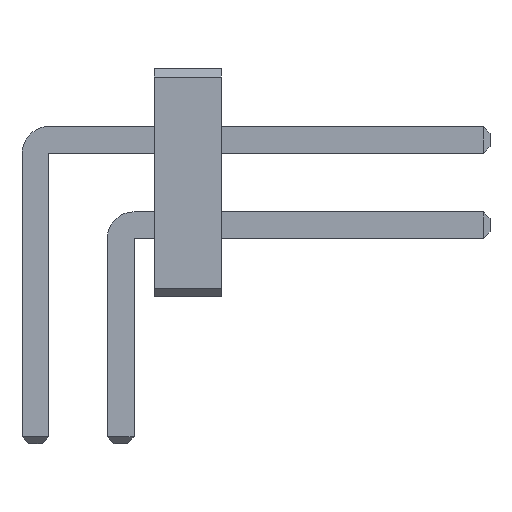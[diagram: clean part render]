
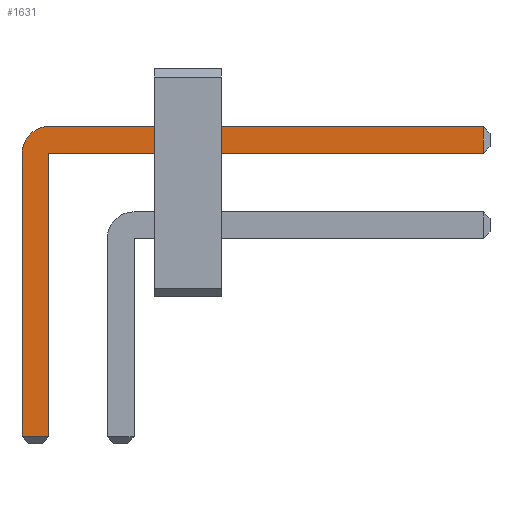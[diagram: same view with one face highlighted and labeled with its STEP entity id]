
A CAD part, front view. The second image highlights one B-rep face of the part: STEP entity #1631.
In plain terms, the highlighted planar face has unit normal (0, -1, 0).
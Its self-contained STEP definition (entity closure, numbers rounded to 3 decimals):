
#13=DIRECTION('',(0.,0.,1.));
#670=VECTOR('',#13,1.);
#1320=VECTOR('',#1321,1.);
#1321=DIRECTION('',(0.,0.,-1.));
#1435=VECTOR('',#1436,1.);
#1436=DIRECTION('',(1.,0.,0.));
#1448=VECTOR('',#1449,1.);
#1449=DIRECTION('',(-1.,0.,0.));
#1470=DIRECTION('',(-0.,1.,0.));
#1474=DIRECTION('',(0.,1.,0.));
#1475=DIRECTION('',(0.,0.,1.));
#1482=VERTEX_POINT('',#1483);
#1483=CARTESIAN_POINT('',(0.2,-12.9,2.535));
#1485=ORIENTED_EDGE('',*,*,#1486,.T.);
#1486=EDGE_CURVE('',#1482,#1487,#1489,.T.);
#1487=VERTEX_POINT('',#1488);
#1488=CARTESIAN_POINT('',(6.67,-12.9,2.535));
#1489=LINE('',#1490,#1435);
#1490=CARTESIAN_POINT('',(-0.2,-12.9,2.535));
#1527=EDGE_CURVE('',#1528,#1482,#1530,.T.);
#1528=VERTEX_POINT('',#1529);
#1529=CARTESIAN_POINT('',(-0.2,-12.9,2.135));
#1530=CIRCLE('',#1531,0.4);
#1531=AXIS2_PLACEMENT_3D('',#1532,#1470,#1321);
#1532=CARTESIAN_POINT('',(0.2,-12.9,2.135));
#1544=VERTEX_POINT('',#1545);
#1545=CARTESIAN_POINT('',(6.67,-12.9,2.135));
#1547=ORIENTED_EDGE('',*,*,#1548,.T.);
#1548=EDGE_CURVE('',#1544,#1549,#1550,.T.);
#1549=VERTEX_POINT('',#1532);
#1550=LINE('',#1551,#1448);
#1551=CARTESIAN_POINT('',(6.77,-12.9,2.135));
#1563=VERTEX_POINT('',#1564);
#1564=CARTESIAN_POINT('',(-0.2,-12.9,-2.085));
#1566=ORIENTED_EDGE('',*,*,#1567,.T.);
#1567=EDGE_CURVE('',#1563,#1528,#1568,.T.);
#1568=LINE('',#1569,#670);
#1569=CARTESIAN_POINT('',(-0.2,-12.9,-2.185));
#1577=ORIENTED_EDGE('',*,*,#1578,.T.);
#1578=EDGE_CURVE('',#1549,#1579,#1581,.T.);
#1579=VERTEX_POINT('',#1580);
#1580=CARTESIAN_POINT('',(0.2,-12.9,-2.085));
#1581=LINE('',#1532,#1320);
#1631=ADVANCED_FACE('',(#1632),#1641,.F.);
#1632=FACE_BOUND('',#1633,.F.);
#1633=EDGE_LOOP('',(#1485,#1634,#1547,#1577,#1637,#1566,#1640));
#1634=ORIENTED_EDGE('',*,*,#1635,.T.);
#1635=EDGE_CURVE('',#1487,#1544,#1636,.T.);
#1636=LINE('',#1488,#1320);
#1637=ORIENTED_EDGE('',*,*,#1638,.T.);
#1638=EDGE_CURVE('',#1579,#1563,#1639,.T.);
#1639=LINE('',#1580,#1448);
#1640=ORIENTED_EDGE('',*,*,#1527,.T.);
#1641=PLANE('',#1642);
#1642=AXIS2_PLACEMENT_3D('',#1643,#1474,#1475);
#1643=CARTESIAN_POINT('',(2.071,-12.9,1.389));
